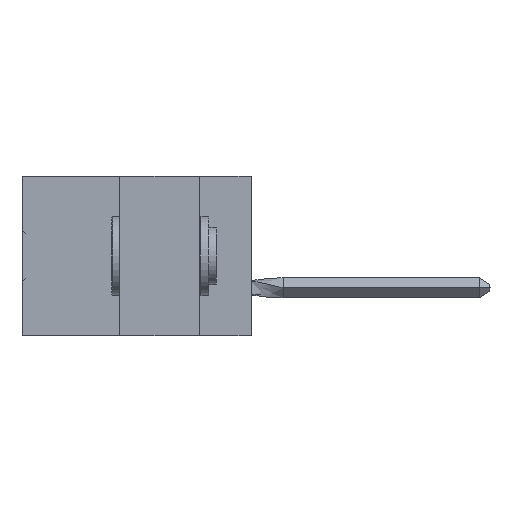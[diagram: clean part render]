
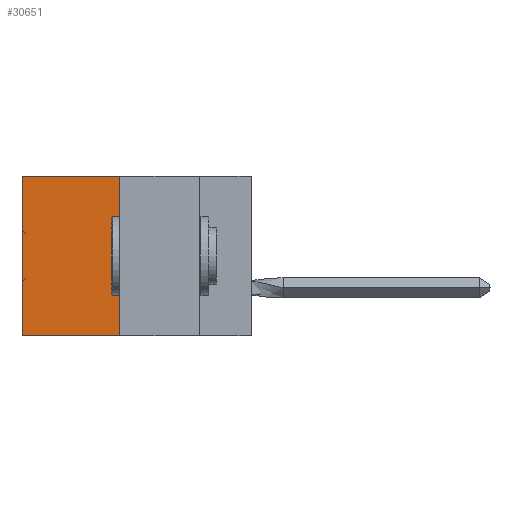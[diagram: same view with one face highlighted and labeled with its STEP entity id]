
A CAD part, left-side view. The second image highlights one B-rep face of the part: STEP entity #30651.
In plain terms, the highlighted planar face has unit normal (-1, 0, 0).
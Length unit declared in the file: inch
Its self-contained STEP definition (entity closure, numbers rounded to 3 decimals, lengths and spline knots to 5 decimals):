
#4187 = EDGE_LOOP ( 'NONE', ( #23654, #29206, #7124, #32475 ) ) ;
#6281 = EDGE_CURVE ( 'NONE', #29203, #25710, #15837, .T. ) ;
#7124 = ORIENTED_EDGE ( 'NONE', *, *, #53284, .F. ) ;
#7931 = VECTOR ( 'NONE', #25962, 39.37008 ) ;
#10229 = CARTESIAN_POINT ( 'NONE',  ( 0.305, 0.413, -0.5 ) ) ;
#13483 = EDGE_CURVE ( 'NONE', #23614, #37434, #20376, .T. ) ;
#15837 = LINE ( 'NONE', #45212, #26749 ) ;
#18060 = DIRECTION ( 'NONE',  ( 0., 0., -1. ) ) ;
#18449 = EDGE_CURVE ( 'NONE', #37434, #25710, #45203, .T. ) ;
#19297 = FACE_OUTER_BOUND ( 'NONE', #4187, .T. ) ;
#19899 = CARTESIAN_POINT ( 'NONE',  ( 0.305, 0.413, 0. ) ) ;
#20376 = LINE ( 'NONE', #21269, #7931 ) ;
#21269 = CARTESIAN_POINT ( 'NONE',  ( 0.305, 0.413, 0. ) ) ;
#23315 = PLANE ( 'NONE',  #26168 ) ;
#23614 = VERTEX_POINT ( 'NONE', #19899 ) ;
#23654 = ORIENTED_EDGE ( 'NONE', *, *, #18449, .T. ) ;
#25710 = VERTEX_POINT ( 'NONE', #34237 ) ;
#25962 = DIRECTION ( 'NONE',  ( 0., 1., 0. ) ) ;
#26168 = AXIS2_PLACEMENT_3D ( 'NONE', #36961, #32895, #18060 ) ;
#26749 = VECTOR ( 'NONE', #40714, 39.37008 ) ;
#29203 = VERTEX_POINT ( 'NONE', #41521 ) ;
#29206 = ORIENTED_EDGE ( 'NONE', *, *, #6281, .F. ) ;
#29917 = DIRECTION ( 'NONE',  ( 0., 0., -1. ) ) ;
#30651 = ADVANCED_FACE ( 'NONE', ( #19297 ), #23315, .F. ) ;
#32475 = ORIENTED_EDGE ( 'NONE', *, *, #13483, .T. ) ;
#32895 = DIRECTION ( 'NONE',  ( 1., 0., 0. ) ) ;
#34237 = CARTESIAN_POINT ( 'NONE',  ( 0.305, 0.72, -0.5 ) ) ;
#36961 = CARTESIAN_POINT ( 'NONE',  ( 0.305, 0.413, -0.5 ) ) ;
#37434 = VERTEX_POINT ( 'NONE', #58445 ) ;
#37634 = CARTESIAN_POINT ( 'NONE',  ( 0.305, 0.72, -0.5 ) ) ;
#40714 = DIRECTION ( 'NONE',  ( 0., 1., 0. ) ) ;
#41521 = CARTESIAN_POINT ( 'NONE',  ( 0.305, 0.413, -0.5 ) ) ;
#42770 = DIRECTION ( 'NONE',  ( 0., 0., -1. ) ) ;
#45203 = LINE ( 'NONE', #37634, #56030 ) ;
#45212 = CARTESIAN_POINT ( 'NONE',  ( 0.305, 0.413, -0.5 ) ) ;
#53284 = EDGE_CURVE ( 'NONE', #23614, #29203, #56331, .T. ) ;
#55608 = VECTOR ( 'NONE', #42770, 39.37008 ) ;
#56030 = VECTOR ( 'NONE', #29917, 39.37008 ) ;
#56331 = LINE ( 'NONE', #10229, #55608 ) ;
#58445 = CARTESIAN_POINT ( 'NONE',  ( 0.305, 0.72, 0. ) ) ;
